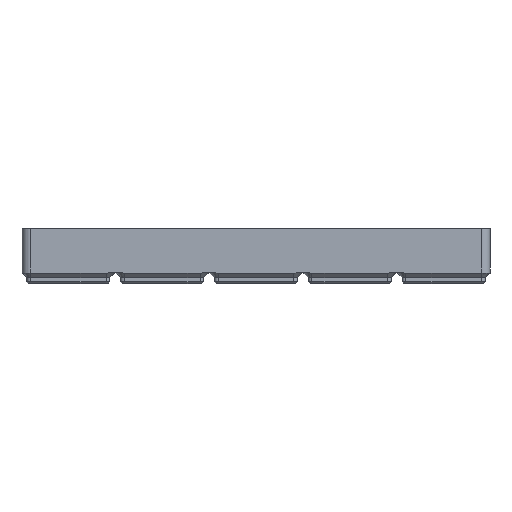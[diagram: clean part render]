
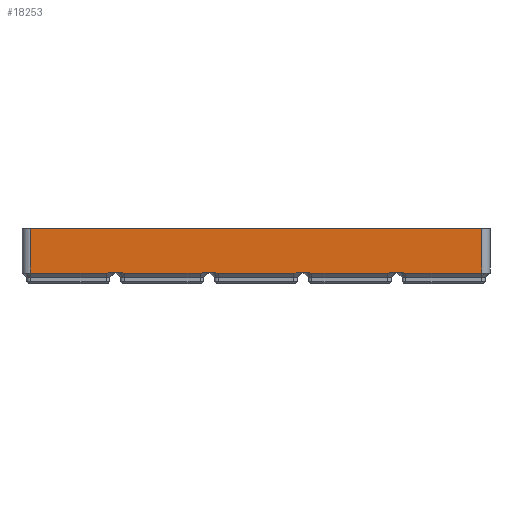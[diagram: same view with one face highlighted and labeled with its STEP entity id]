
A CAD part, left-side view. The second image highlights one B-rep face of the part: STEP entity #18253.
In plain terms, the highlighted planar face has unit normal (-1, 0, 0).
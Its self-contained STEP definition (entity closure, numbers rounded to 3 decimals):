
#19=(
BOUNDED_CURVE()
B_SPLINE_CURVE(2,(#29635,#29636,#29637),.UNSPECIFIED.,.F.,.F.)
B_SPLINE_CURVE_WITH_KNOTS((3,3),(0.,0.141),.UNSPECIFIED.)
CURVE()
GEOMETRIC_REPRESENTATION_ITEM()
RATIONAL_B_SPLINE_CURVE((1.,1.033,1.033))
REPRESENTATION_ITEM('')
);
#20=(
BOUNDED_CURVE()
B_SPLINE_CURVE(2,(#29641,#29642,#29643),.UNSPECIFIED.,.F.,.F.)
B_SPLINE_CURVE_WITH_KNOTS((3,3),(0.141,0.283),
 .UNSPECIFIED.)
CURVE()
GEOMETRIC_REPRESENTATION_ITEM()
RATIONAL_B_SPLINE_CURVE((1.033,1.033,1.))
REPRESENTATION_ITEM('')
);
#21=(
BOUNDED_CURVE()
B_SPLINE_CURVE(2,(#29647,#29648,#29649),.UNSPECIFIED.,.F.,.F.)
B_SPLINE_CURVE_WITH_KNOTS((3,3),(0.,0.141),.UNSPECIFIED.)
CURVE()
GEOMETRIC_REPRESENTATION_ITEM()
RATIONAL_B_SPLINE_CURVE((1.,1.033,1.033))
REPRESENTATION_ITEM('')
);
#22=(
BOUNDED_CURVE()
B_SPLINE_CURVE(2,(#29653,#29654,#29655),.UNSPECIFIED.,.F.,.F.)
B_SPLINE_CURVE_WITH_KNOTS((3,3),(0.141,0.283),
 .UNSPECIFIED.)
CURVE()
GEOMETRIC_REPRESENTATION_ITEM()
RATIONAL_B_SPLINE_CURVE((1.033,1.033,1.))
REPRESENTATION_ITEM('')
);
#23=(
BOUNDED_CURVE()
B_SPLINE_CURVE(2,(#29659,#29660,#29661),.UNSPECIFIED.,.F.,.F.)
B_SPLINE_CURVE_WITH_KNOTS((3,3),(0.,0.141),.UNSPECIFIED.)
CURVE()
GEOMETRIC_REPRESENTATION_ITEM()
RATIONAL_B_SPLINE_CURVE((1.,1.033,1.033))
REPRESENTATION_ITEM('')
);
#24=(
BOUNDED_CURVE()
B_SPLINE_CURVE(2,(#29665,#29666,#29667),.UNSPECIFIED.,.F.,.F.)
B_SPLINE_CURVE_WITH_KNOTS((3,3),(0.141,0.283),
 .UNSPECIFIED.)
CURVE()
GEOMETRIC_REPRESENTATION_ITEM()
RATIONAL_B_SPLINE_CURVE((1.033,1.033,1.))
REPRESENTATION_ITEM('')
);
#25=(
BOUNDED_CURVE()
B_SPLINE_CURVE(2,(#29671,#29672,#29673),.UNSPECIFIED.,.F.,.F.)
B_SPLINE_CURVE_WITH_KNOTS((3,3),(0.,0.141),.UNSPECIFIED.)
CURVE()
GEOMETRIC_REPRESENTATION_ITEM()
RATIONAL_B_SPLINE_CURVE((1.,1.033,1.033))
REPRESENTATION_ITEM('')
);
#26=(
BOUNDED_CURVE()
B_SPLINE_CURVE(2,(#29677,#29678,#29679),.UNSPECIFIED.,.F.,.F.)
B_SPLINE_CURVE_WITH_KNOTS((3,3),(0.141,0.283),
 .UNSPECIFIED.)
CURVE()
GEOMETRIC_REPRESENTATION_ITEM()
RATIONAL_B_SPLINE_CURVE((1.033,1.033,1.))
REPRESENTATION_ITEM('')
);
#779=PLANE('',#19931);
#1610=FACE_OUTER_BOUND('',#2795,.T.);
#2795=EDGE_LOOP('',(#14544,#14545,#14546,#14547,#14548,#14549,#14550,#14551,
#14552,#14553,#14554,#14555,#14556,#14557,#14558,#14559,#14560,#14561,#14562,
#14563));
#4240=LINE('',#29627,#5994);
#4241=LINE('',#29629,#5995);
#4242=LINE('',#29631,#5996);
#4243=LINE('',#29633,#5997);
#4244=LINE('',#29639,#5998);
#4245=LINE('',#29645,#5999);
#4246=LINE('',#29651,#6000);
#4247=LINE('',#29657,#6001);
#4248=LINE('',#29663,#6002);
#4249=LINE('',#29669,#6003);
#4250=LINE('',#29675,#6004);
#4251=LINE('',#29680,#6005);
#5994=VECTOR('',#23764,10.);
#5995=VECTOR('',#23765,10.);
#5996=VECTOR('',#23766,10.);
#5997=VECTOR('',#23767,10.);
#5998=VECTOR('',#23768,10.);
#5999=VECTOR('',#23769,10.);
#6000=VECTOR('',#23770,10.);
#6001=VECTOR('',#23771,10.);
#6002=VECTOR('',#23772,10.);
#6003=VECTOR('',#23773,10.);
#6004=VECTOR('',#23774,10.);
#6005=VECTOR('',#23775,10.);
#8537=VERTEX_POINT('',#29625);
#8538=VERTEX_POINT('',#29626);
#8539=VERTEX_POINT('',#29628);
#8540=VERTEX_POINT('',#29630);
#8541=VERTEX_POINT('',#29632);
#8542=VERTEX_POINT('',#29634);
#8543=VERTEX_POINT('',#29638);
#8544=VERTEX_POINT('',#29640);
#8545=VERTEX_POINT('',#29644);
#8546=VERTEX_POINT('',#29646);
#8547=VERTEX_POINT('',#29650);
#8548=VERTEX_POINT('',#29652);
#8549=VERTEX_POINT('',#29656);
#8550=VERTEX_POINT('',#29658);
#8551=VERTEX_POINT('',#29662);
#8552=VERTEX_POINT('',#29664);
#8553=VERTEX_POINT('',#29668);
#8554=VERTEX_POINT('',#29670);
#8555=VERTEX_POINT('',#29674);
#8556=VERTEX_POINT('',#29676);
#10584=EDGE_CURVE('',#8537,#8538,#4240,.T.);
#10585=EDGE_CURVE('',#8537,#8539,#4241,.T.);
#10586=EDGE_CURVE('',#8540,#8539,#4242,.T.);
#10587=EDGE_CURVE('',#8541,#8540,#4243,.T.);
#10588=EDGE_CURVE('',#8542,#8541,#19,.T.);
#10589=EDGE_CURVE('',#8542,#8543,#4244,.T.);
#10590=EDGE_CURVE('',#8544,#8543,#20,.T.);
#10591=EDGE_CURVE('',#8545,#8544,#4245,.T.);
#10592=EDGE_CURVE('',#8546,#8545,#21,.T.);
#10593=EDGE_CURVE('',#8546,#8547,#4246,.T.);
#10594=EDGE_CURVE('',#8548,#8547,#22,.T.);
#10595=EDGE_CURVE('',#8549,#8548,#4247,.T.);
#10596=EDGE_CURVE('',#8550,#8549,#23,.T.);
#10597=EDGE_CURVE('',#8550,#8551,#4248,.T.);
#10598=EDGE_CURVE('',#8552,#8551,#24,.T.);
#10599=EDGE_CURVE('',#8553,#8552,#4249,.T.);
#10600=EDGE_CURVE('',#8554,#8553,#25,.T.);
#10601=EDGE_CURVE('',#8554,#8555,#4250,.T.);
#10602=EDGE_CURVE('',#8556,#8555,#26,.T.);
#10603=EDGE_CURVE('',#8538,#8556,#4251,.T.);
#14544=ORIENTED_EDGE('',*,*,#10584,.F.);
#14545=ORIENTED_EDGE('',*,*,#10585,.T.);
#14546=ORIENTED_EDGE('',*,*,#10586,.F.);
#14547=ORIENTED_EDGE('',*,*,#10587,.F.);
#14548=ORIENTED_EDGE('',*,*,#10588,.F.);
#14549=ORIENTED_EDGE('',*,*,#10589,.T.);
#14550=ORIENTED_EDGE('',*,*,#10590,.F.);
#14551=ORIENTED_EDGE('',*,*,#10591,.F.);
#14552=ORIENTED_EDGE('',*,*,#10592,.F.);
#14553=ORIENTED_EDGE('',*,*,#10593,.T.);
#14554=ORIENTED_EDGE('',*,*,#10594,.F.);
#14555=ORIENTED_EDGE('',*,*,#10595,.F.);
#14556=ORIENTED_EDGE('',*,*,#10596,.F.);
#14557=ORIENTED_EDGE('',*,*,#10597,.T.);
#14558=ORIENTED_EDGE('',*,*,#10598,.F.);
#14559=ORIENTED_EDGE('',*,*,#10599,.F.);
#14560=ORIENTED_EDGE('',*,*,#10600,.F.);
#14561=ORIENTED_EDGE('',*,*,#10601,.T.);
#14562=ORIENTED_EDGE('',*,*,#10602,.F.);
#14563=ORIENTED_EDGE('',*,*,#10603,.F.);
#18253=ADVANCED_FACE('',(#1610),#779,.T.);
#19931=AXIS2_PLACEMENT_3D('',#29624,#23762,#23763);
#23762=DIRECTION('center_axis',(-1.,0.,0.));
#23763=DIRECTION('ref_axis',(0.,-1.,0.));
#23764=DIRECTION('',(0.,0.,-1.));
#23765=DIRECTION('',(0.,1.,0.));
#23766=DIRECTION('',(0.,0.,1.));
#23767=DIRECTION('',(0.,1.,0.));
#23768=DIRECTION('',(0.,-1.,0.));
#23769=DIRECTION('',(0.,1.,0.));
#23770=DIRECTION('',(0.,-1.,0.));
#23771=DIRECTION('',(0.,1.,0.));
#23772=DIRECTION('',(0.,-1.,0.));
#23773=DIRECTION('',(0.,1.,0.));
#23774=DIRECTION('',(0.,-1.,0.));
#23775=DIRECTION('',(0.,1.,0.));
#29624=CARTESIAN_POINT('Origin',(0.,209.5,0.));
#29625=CARTESIAN_POINT('',(0.,3.75,19.8));
#29626=CARTESIAN_POINT('',(0.,3.75,-0.25));
#29627=CARTESIAN_POINT('',(0.,3.75,0.));
#29628=CARTESIAN_POINT('',(0.,205.75,19.8));
#29629=CARTESIAN_POINT('',(0.,157.125,19.8));
#29630=CARTESIAN_POINT('',(0.,205.75,-0.25));
#29631=CARTESIAN_POINT('',(0.,205.75,0.));
#29632=CARTESIAN_POINT('',(0.,171.75,-0.25));
#29633=CARTESIAN_POINT('',(0.,91.,-0.25));
#29634=CARTESIAN_POINT('',(0.,170.358,0.));
#29635=CARTESIAN_POINT('Ctrl Pts',(0.,170.358,
0.));
#29636=CARTESIAN_POINT('Ctrl Pts',(0.,171.076,
-0.25));
#29637=CARTESIAN_POINT('Ctrl Pts',(0.,171.75,-0.25));
#29638=CARTESIAN_POINT('',(0.,165.142,0.));
#29639=CARTESIAN_POINT('',(0.,209.5,0.));
#29640=CARTESIAN_POINT('',(0.,163.75,-0.25));
#29641=CARTESIAN_POINT('Ctrl Pts',(0.,163.75,-0.25));
#29642=CARTESIAN_POINT('Ctrl Pts',(0.,164.424,
-0.25));
#29643=CARTESIAN_POINT('Ctrl Pts',(0.,165.142,
0.));
#29644=CARTESIAN_POINT('',(0.,129.75,-0.25));
#29645=CARTESIAN_POINT('',(0.,70.,-0.25));
#29646=CARTESIAN_POINT('',(0.,128.358,0.));
#29647=CARTESIAN_POINT('Ctrl Pts',(0.,128.358,
0.));
#29648=CARTESIAN_POINT('Ctrl Pts',(0.,129.076,
-0.25));
#29649=CARTESIAN_POINT('Ctrl Pts',(0.,129.75,-0.25));
#29650=CARTESIAN_POINT('',(0.,123.142,0.));
#29651=CARTESIAN_POINT('',(0.,209.5,0.));
#29652=CARTESIAN_POINT('',(0.,121.75,-0.25));
#29653=CARTESIAN_POINT('Ctrl Pts',(0.,121.75,-0.25));
#29654=CARTESIAN_POINT('Ctrl Pts',(0.,122.424,
-0.25));
#29655=CARTESIAN_POINT('Ctrl Pts',(0.,123.142,
0.));
#29656=CARTESIAN_POINT('',(0.,87.75,-0.25));
#29657=CARTESIAN_POINT('',(0.,49.,-0.25));
#29658=CARTESIAN_POINT('',(0.,86.358,0.));
#29659=CARTESIAN_POINT('Ctrl Pts',(0.,86.358,
0.));
#29660=CARTESIAN_POINT('Ctrl Pts',(0.,87.076,
-0.25));
#29661=CARTESIAN_POINT('Ctrl Pts',(0.,87.75,-0.25));
#29662=CARTESIAN_POINT('',(0.,81.142,0.));
#29663=CARTESIAN_POINT('',(0.,209.5,0.));
#29664=CARTESIAN_POINT('',(0.,79.75,-0.25));
#29665=CARTESIAN_POINT('Ctrl Pts',(0.,79.75,-0.25));
#29666=CARTESIAN_POINT('Ctrl Pts',(0.,80.424,
-0.25));
#29667=CARTESIAN_POINT('Ctrl Pts',(0.,81.142,
0.));
#29668=CARTESIAN_POINT('',(0.,45.75,-0.25));
#29669=CARTESIAN_POINT('',(0.,28.,-0.25));
#29670=CARTESIAN_POINT('',(0.,44.358,0.));
#29671=CARTESIAN_POINT('Ctrl Pts',(0.,44.358,
0.));
#29672=CARTESIAN_POINT('Ctrl Pts',(0.,45.076,
-0.25));
#29673=CARTESIAN_POINT('Ctrl Pts',(0.,45.75,-0.25));
#29674=CARTESIAN_POINT('',(0.,39.142,0.));
#29675=CARTESIAN_POINT('',(0.,209.5,0.));
#29676=CARTESIAN_POINT('',(0.,37.75,-0.25));
#29677=CARTESIAN_POINT('Ctrl Pts',(0.,37.75,-0.25));
#29678=CARTESIAN_POINT('Ctrl Pts',(0.,38.424,
-0.25));
#29679=CARTESIAN_POINT('Ctrl Pts',(0.,39.142,
0.));
#29680=CARTESIAN_POINT('',(0.,7.,-0.25));
